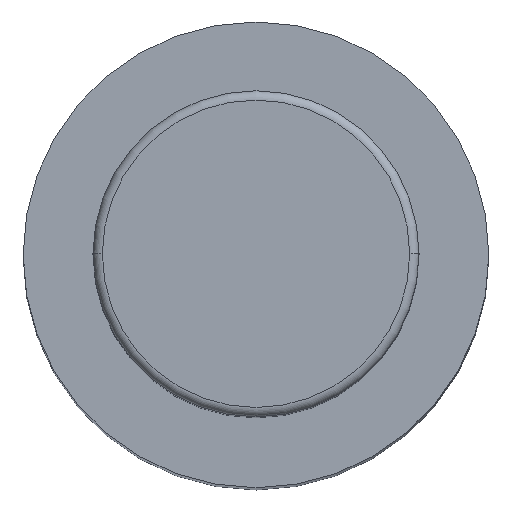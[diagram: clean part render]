
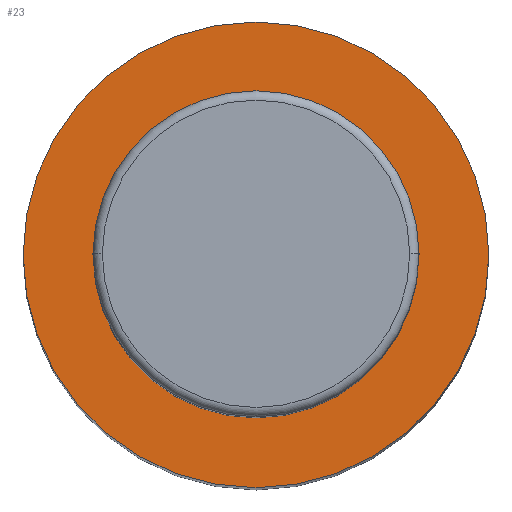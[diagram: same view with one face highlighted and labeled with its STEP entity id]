
A CAD part, top view. The second image highlights one B-rep face of the part: STEP entity #23.
In plain terms, the highlighted planar face has unit normal (0, 0, 1).
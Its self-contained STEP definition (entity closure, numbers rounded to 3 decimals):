
#7 = VERTEX_POINT ( 'NONE', #194 ) ;
#21 = ORIENTED_EDGE ( 'NONE', *, *, #604, .T. ) ;
#23 = ADVANCED_FACE ( 'NONE', ( #88, #1080 ), #294, .T. ) ;
#88 = FACE_BOUND ( 'NONE', #125, .T. ) ;
#90 = CIRCLE ( 'NONE', #1127, 17.5 ) ;
#125 = EDGE_LOOP ( 'NONE', ( #313, #21 ) ) ;
#155 = AXIS2_PLACEMENT_3D ( 'NONE', #750, #658, #385 ) ;
#164 = CARTESIAN_POINT ( 'NONE',  ( 17.5, 0., 139. ) ) ;
#194 = CARTESIAN_POINT ( 'NONE',  ( 25., 0., 139. ) ) ;
#268 = CARTESIAN_POINT ( 'NONE',  ( 0., 0., 139. ) ) ;
#294 = PLANE ( 'NONE',  #155 ) ;
#313 = ORIENTED_EDGE ( 'NONE', *, *, #528, .T. ) ;
#345 = CARTESIAN_POINT ( 'NONE',  ( 0., 0., 139. ) ) ;
#368 = DIRECTION ( 'NONE',  ( -1., 0., 0. ) ) ;
#385 = DIRECTION ( 'NONE',  ( 1., 0., 0. ) ) ;
#439 = ORIENTED_EDGE ( 'NONE', *, *, #594, .F. ) ;
#444 = DIRECTION ( 'NONE',  ( -1., 0., 0. ) ) ;
#451 = CARTESIAN_POINT ( 'NONE',  ( 0., 0., 139. ) ) ;
#465 = DIRECTION ( 'NONE',  ( 0., 0., -1. ) ) ;
#528 = EDGE_CURVE ( 'NONE', #567, #952, #698, .T. ) ;
#539 = EDGE_CURVE ( 'NONE', #833, #7, #902, .T. ) ;
#544 = DIRECTION ( 'NONE',  ( -1., 0., 0. ) ) ;
#546 = AXIS2_PLACEMENT_3D ( 'NONE', #345, #977, #444 ) ;
#567 = VERTEX_POINT ( 'NONE', #637 ) ;
#594 = EDGE_CURVE ( 'NONE', #7, #833, #623, .T. ) ;
#604 = EDGE_CURVE ( 'NONE', #952, #567, #90, .T. ) ;
#623 = CIRCLE ( 'NONE', #1075, 25. ) ;
#637 = CARTESIAN_POINT ( 'NONE',  ( -17.5, 0., 139. ) ) ;
#658 = DIRECTION ( 'NONE',  ( 0., 0., 1. ) ) ;
#698 = CIRCLE ( 'NONE', #546, 17.5 ) ;
#726 = AXIS2_PLACEMENT_3D ( 'NONE', #451, #1066, #544 ) ;
#750 = CARTESIAN_POINT ( 'NONE',  ( -17.5, 0., 139. ) ) ;
#833 = VERTEX_POINT ( 'NONE', #994 ) ;
#872 = EDGE_LOOP ( 'NONE', ( #991, #439 ) ) ;
#902 = CIRCLE ( 'NONE', #726, 25. ) ;
#906 = DIRECTION ( 'NONE',  ( 0., 0., -1. ) ) ;
#952 = VERTEX_POINT ( 'NONE', #164 ) ;
#977 = DIRECTION ( 'NONE',  ( 0., 0., -1. ) ) ;
#991 = ORIENTED_EDGE ( 'NONE', *, *, #539, .F. ) ;
#993 = CARTESIAN_POINT ( 'NONE',  ( 0., 0., 139. ) ) ;
#994 = CARTESIAN_POINT ( 'NONE',  ( -25., 0., 139. ) ) ;
#1066 = DIRECTION ( 'NONE',  ( 0., 0., -1. ) ) ;
#1075 = AXIS2_PLACEMENT_3D ( 'NONE', #993, #465, #1079 ) ;
#1079 = DIRECTION ( 'NONE',  ( -1., 0., 0. ) ) ;
#1080 = FACE_OUTER_BOUND ( 'NONE', #872, .T. ) ;
#1127 = AXIS2_PLACEMENT_3D ( 'NONE', #268, #906, #368 ) ;
